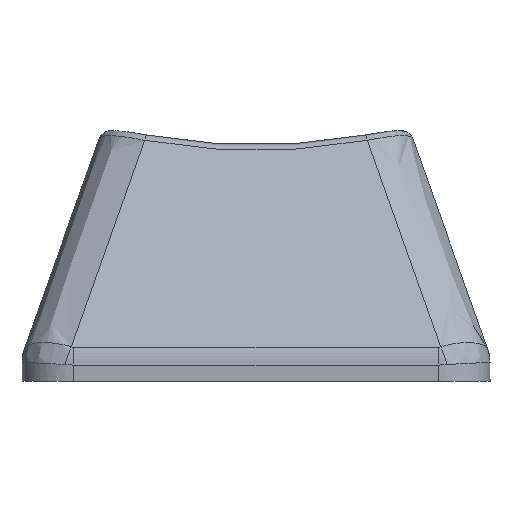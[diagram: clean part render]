
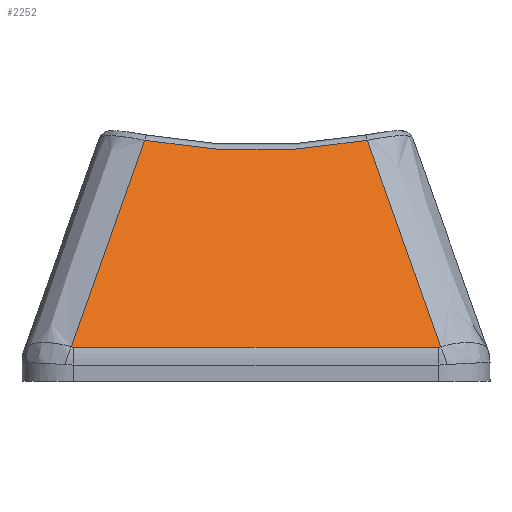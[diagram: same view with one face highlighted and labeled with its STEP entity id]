
A CAD part, front view. The second image highlights one B-rep face of the part: STEP entity #2252.
In plain terms, the highlighted planar face has unit normal (0, -0.886, 0.463).
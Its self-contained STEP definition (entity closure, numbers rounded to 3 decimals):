
#14=PLANE('',#2386);
#165=ELLIPSE('',#2379,1.08,0.5);
#167=ELLIPSE('',#2384,1.08,0.5);
#187=LINE('',#4076,#308);
#308=VECTOR('',#2548,10.);
#449=FACE_OUTER_BOUND('',#566,.T.);
#566=EDGE_LOOP('',(#1741,#1742,#1743,#1744,#1745,#1746));
#766=B_SPLINE_CURVE_WITH_KNOTS('',3,(#4236,#4237,#4238,#4239),
 .UNSPECIFIED.,.F.,.F.,(4,4),(-1.029,-0.082),
 .UNSPECIFIED.);
#768=B_SPLINE_CURVE_WITH_KNOTS('',3,(#4247,#4248,#4249,#4250),
 .UNSPECIFIED.,.F.,.F.,(4,4),(0.082,1.029),
 .UNSPECIFIED.);
#769=B_SPLINE_CURVE_WITH_KNOTS('',3,(#4251,#4252,#4253,#4254),
 .UNSPECIFIED.,.F.,.F.,(4,4),(-0.87,0.),.UNSPECIFIED.);
#974=VERTEX_POINT('',#4032);
#978=VERTEX_POINT('',#4066);
#980=VERTEX_POINT('',#4072);
#982=VERTEX_POINT('',#4093);
#988=VERTEX_POINT('',#4235);
#989=VERTEX_POINT('',#4246);
#1256=EDGE_CURVE('',#974,#978,#165,.T.);
#1259=EDGE_CURVE('',#978,#980,#187,.T.);
#1262=EDGE_CURVE('',#980,#982,#167,.T.);
#1273=EDGE_CURVE('',#982,#988,#766,.T.);
#1275=EDGE_CURVE('',#989,#974,#768,.T.);
#1276=EDGE_CURVE('',#988,#989,#769,.T.);
#1741=ORIENTED_EDGE('',*,*,#1262,.F.);
#1742=ORIENTED_EDGE('',*,*,#1259,.F.);
#1743=ORIENTED_EDGE('',*,*,#1256,.F.);
#1744=ORIENTED_EDGE('',*,*,#1275,.F.);
#1745=ORIENTED_EDGE('',*,*,#1276,.F.);
#1746=ORIENTED_EDGE('',*,*,#1273,.F.);
#2252=ADVANCED_FACE('',(#449),#14,.T.);
#2379=AXIS2_PLACEMENT_3D('',#4070,#2541,#2542);
#2384=AXIS2_PLACEMENT_3D('',#4097,#2553,#2554);
#2386=AXIS2_PLACEMENT_3D('',#4245,#2557,#2558);
#2541=DIRECTION('center_axis',(0.,0.886,-0.463));
#2542=DIRECTION('ref_axis',(0.,-0.463,-0.886));
#2548=DIRECTION('',(-1.,0.,0.));
#2553=DIRECTION('center_axis',(0.,0.886,-0.463));
#2554=DIRECTION('ref_axis',(0.,-0.463,-0.886));
#2557=DIRECTION('center_axis',(0.,-0.886,
0.463));
#2558=DIRECTION('ref_axis',(0.,-0.463,-0.886));
#4032=CARTESIAN_POINT('',(7.166,-18.428,0.34));
#4066=CARTESIAN_POINT('',(7.081,-18.435,0.326));
#4070=CARTESIAN_POINT('Origin',(7.081,-17.935,1.284));
#4072=CARTESIAN_POINT('',(-7.081,-18.435,0.326));
#4076=CARTESIAN_POINT('',(7.525,-18.435,0.326));
#4093=CARTESIAN_POINT('',(-7.166,-18.428,0.34));
#4097=CARTESIAN_POINT('Origin',(-7.081,-17.935,1.284));
#4235=CARTESIAN_POINT('',(-4.32,-14.243,8.352));
#4236=CARTESIAN_POINT('Ctrl Pts',(-7.166,-18.428,0.34));
#4237=CARTESIAN_POINT('Ctrl Pts',(-6.22,-17.032,3.012));
#4238=CARTESIAN_POINT('Ctrl Pts',(-5.271,-15.637,5.682));
#4239=CARTESIAN_POINT('Ctrl Pts',(-4.32,-14.243,8.352));
#4245=CARTESIAN_POINT('Origin',(5.969,-13.915,8.98));
#4246=CARTESIAN_POINT('',(4.32,-14.243,8.352));
#4247=CARTESIAN_POINT('Ctrl Pts',(4.32,-14.243,8.352));
#4248=CARTESIAN_POINT('Ctrl Pts',(5.271,-15.637,5.682));
#4249=CARTESIAN_POINT('Ctrl Pts',(6.22,-17.032,3.012));
#4250=CARTESIAN_POINT('Ctrl Pts',(7.166,-18.428,0.34));
#4251=CARTESIAN_POINT('Ctrl Pts',(-4.32,-14.243,8.352));
#4252=CARTESIAN_POINT('Ctrl Pts',(-1.481,-14.518,7.824));
#4253=CARTESIAN_POINT('Ctrl Pts',(1.481,-14.518,7.824));
#4254=CARTESIAN_POINT('Ctrl Pts',(4.32,-14.243,8.352));
